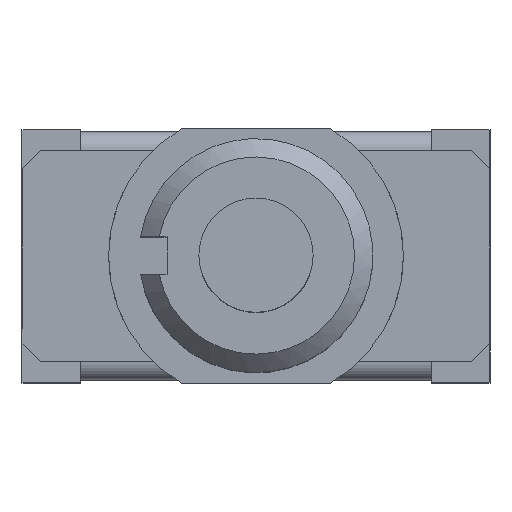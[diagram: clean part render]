
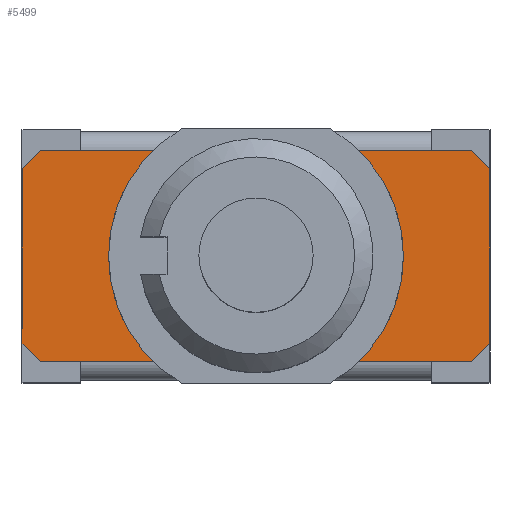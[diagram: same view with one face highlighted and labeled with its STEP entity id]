
A CAD part, top view. The second image highlights one B-rep face of the part: STEP entity #5499.
In plain terms, the highlighted planar face has unit normal (0, 0, 1).
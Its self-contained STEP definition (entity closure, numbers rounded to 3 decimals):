
#55=FACE_BOUND('',#857,.T.);
#288=PLANE('',#5816);
#531=FACE_OUTER_BOUND('',#856,.T.);
#856=EDGE_LOOP('',(#4310,#4311,#4312,#4313,#4314,#4315,#4316,#4317,#4318,
#4319,#4320,#4321));
#857=EDGE_LOOP('',(#4322,#4323,#4324,#4325,#4326,#4327,#4328,#4329));
#1286=LINE('',#8868,#1860);
#1290=LINE('',#8877,#1864);
#1292=LINE('',#8882,#1866);
#1297=LINE('',#8890,#1871);
#1298=LINE('',#8893,#1872);
#1301=LINE('',#8899,#1875);
#1304=LINE('',#8905,#1878);
#1309=LINE('',#8914,#1883);
#1310=LINE('',#8917,#1884);
#1313=LINE('',#8922,#1887);
#1315=LINE('',#8925,#1889);
#1316=LINE('',#8926,#1890);
#1317=LINE('',#8935,#1891);
#1318=LINE('',#8942,#1892);
#1860=VECTOR('',#6505,1000.);
#1864=VECTOR('',#6511,1000.);
#1866=VECTOR('',#6515,1000.);
#1871=VECTOR('',#6522,1000.);
#1872=VECTOR('',#6525,1000.);
#1875=VECTOR('',#6530,1000.);
#1878=VECTOR('',#6535,1000.);
#1883=VECTOR('',#6542,1000.);
#1884=VECTOR('',#6545,1000.);
#1887=VECTOR('',#6550,1000.);
#1889=VECTOR('',#6554,1000.);
#1890=VECTOR('',#6555,1000.);
#1891=VECTOR('',#6562,1000.);
#1892=VECTOR('',#6569,1000.);
#2236=CIRCLE('',#5817,0.45);
#2237=CIRCLE('',#5818,4.);
#2238=CIRCLE('',#5819,0.45);
#2239=CIRCLE('',#5820,0.45);
#2240=CIRCLE('',#5821,4.);
#2241=CIRCLE('',#5822,0.45);
#2356=VERTEX_POINT('',#7557);
#2577=VERTEX_POINT('',#8865);
#2578=VERTEX_POINT('',#8867);
#2581=VERTEX_POINT('',#8874);
#2582=VERTEX_POINT('',#8876);
#2583=VERTEX_POINT('',#8880);
#2584=VERTEX_POINT('',#8881);
#2587=VERTEX_POINT('',#8892);
#2589=VERTEX_POINT('',#8898);
#2591=VERTEX_POINT('',#8904);
#2594=VERTEX_POINT('',#8911);
#2595=VERTEX_POINT('',#8916);
#2597=VERTEX_POINT('',#8927);
#2598=VERTEX_POINT('',#8928);
#2599=VERTEX_POINT('',#8930);
#2600=VERTEX_POINT('',#8932);
#2601=VERTEX_POINT('',#8934);
#2602=VERTEX_POINT('',#8936);
#2603=VERTEX_POINT('',#8938);
#2604=VERTEX_POINT('',#8940);
#3195=EDGE_CURVE('',#2578,#2577,#1286,.T.);
#3199=EDGE_CURVE('',#2582,#2581,#1290,.T.);
#3201=EDGE_CURVE('',#2583,#2584,#1292,.T.);
#3206=EDGE_CURVE('',#2356,#2583,#1297,.T.);
#3207=EDGE_CURVE('',#2587,#2578,#1298,.T.);
#3210=EDGE_CURVE('',#2589,#2587,#1301,.T.);
#3213=EDGE_CURVE('',#2591,#2589,#1304,.T.);
#3218=EDGE_CURVE('',#2594,#2591,#1309,.T.);
#3219=EDGE_CURVE('',#2595,#2582,#1310,.T.);
#3222=EDGE_CURVE('',#2584,#2595,#1313,.T.);
#3224=EDGE_CURVE('',#2581,#2594,#1315,.T.);
#3225=EDGE_CURVE('',#2577,#2356,#1316,.T.);
#3226=EDGE_CURVE('',#2597,#2598,#2236,.T.);
#3227=EDGE_CURVE('',#2599,#2597,#2237,.T.);
#3228=EDGE_CURVE('',#2600,#2599,#2238,.T.);
#3229=EDGE_CURVE('',#2601,#2600,#1317,.T.);
#3230=EDGE_CURVE('',#2602,#2601,#2239,.T.);
#3231=EDGE_CURVE('',#2603,#2602,#2240,.T.);
#3232=EDGE_CURVE('',#2604,#2603,#2241,.T.);
#3233=EDGE_CURVE('',#2598,#2604,#1318,.T.);
#4310=ORIENTED_EDGE('',*,*,#3201,.T.);
#4311=ORIENTED_EDGE('',*,*,#3222,.T.);
#4312=ORIENTED_EDGE('',*,*,#3219,.T.);
#4313=ORIENTED_EDGE('',*,*,#3199,.T.);
#4314=ORIENTED_EDGE('',*,*,#3224,.T.);
#4315=ORIENTED_EDGE('',*,*,#3218,.T.);
#4316=ORIENTED_EDGE('',*,*,#3213,.T.);
#4317=ORIENTED_EDGE('',*,*,#3210,.T.);
#4318=ORIENTED_EDGE('',*,*,#3207,.T.);
#4319=ORIENTED_EDGE('',*,*,#3195,.T.);
#4320=ORIENTED_EDGE('',*,*,#3225,.T.);
#4321=ORIENTED_EDGE('',*,*,#3206,.T.);
#4322=ORIENTED_EDGE('',*,*,#3226,.F.);
#4323=ORIENTED_EDGE('',*,*,#3227,.F.);
#4324=ORIENTED_EDGE('',*,*,#3228,.F.);
#4325=ORIENTED_EDGE('',*,*,#3229,.F.);
#4326=ORIENTED_EDGE('',*,*,#3230,.F.);
#4327=ORIENTED_EDGE('',*,*,#3231,.F.);
#4328=ORIENTED_EDGE('',*,*,#3232,.F.);
#4329=ORIENTED_EDGE('',*,*,#3233,.F.);
#5499=ADVANCED_FACE('',(#531,#55),#288,.F.);
#5816=AXIS2_PLACEMENT_3D('',#8924,#6552,#6553);
#5817=AXIS2_PLACEMENT_3D('',#8929,#6556,#6557);
#5818=AXIS2_PLACEMENT_3D('',#8931,#6558,#6559);
#5819=AXIS2_PLACEMENT_3D('',#8933,#6560,#6561);
#5820=AXIS2_PLACEMENT_3D('',#8937,#6563,#6564);
#5821=AXIS2_PLACEMENT_3D('',#8939,#6565,#6566);
#5822=AXIS2_PLACEMENT_3D('',#8941,#6567,#6568);
#6505=DIRECTION('',(-1.,0.,0.));
#6511=DIRECTION('',(1.,0.,0.));
#6515=DIRECTION('',(-0.707,-0.707,0.));
#6522=DIRECTION('',(-1.,0.,0.));
#6525=DIRECTION('',(-0.707,0.707,0.));
#6530=DIRECTION('',(0.,1.,0.));
#6535=DIRECTION('',(0.707,0.707,0.));
#6542=DIRECTION('',(1.,0.,0.));
#6545=DIRECTION('',(0.707,-0.707,0.));
#6550=DIRECTION('',(0.,-1.,0.));
#6552=DIRECTION('center_axis',(0.,0.,
-1.));
#6553=DIRECTION('ref_axis',(0.,1.,0.));
#6554=DIRECTION('',(1.,0.,0.));
#6555=DIRECTION('',(-1.,0.,0.));
#6556=DIRECTION('center_axis',(0.,0.,
1.));
#6557=DIRECTION('ref_axis',(0.,-1.,0.));
#6558=DIRECTION('center_axis',(0.,0.,
1.));
#6559=DIRECTION('ref_axis',(0.,-1.,0.));
#6560=DIRECTION('center_axis',(0.,0.,
1.));
#6561=DIRECTION('ref_axis',(0.,-1.,0.));
#6562=DIRECTION('',(-1.,0.,0.));
#6563=DIRECTION('center_axis',(0.,0.,
1.));
#6564=DIRECTION('ref_axis',(0.,-1.,0.));
#6565=DIRECTION('center_axis',(0.,0.,
1.));
#6566=DIRECTION('ref_axis',(0.,-1.,0.));
#6567=DIRECTION('center_axis',(0.,0.,
1.));
#6568=DIRECTION('ref_axis',(0.,-1.,0.));
#6569=DIRECTION('',(1.,0.,0.));
#7557=CARTESIAN_POINT('',(-4.75,2.87,10.42));
#8865=CARTESIAN_POINT('',(4.75,2.87,10.42));
#8867=CARTESIAN_POINT('',(5.85,2.87,10.42));
#8868=CARTESIAN_POINT('',(5.85,2.87,10.42));
#8874=CARTESIAN_POINT('',(-4.75,-2.87,10.42));
#8876=CARTESIAN_POINT('',(-5.85,-2.87,10.42));
#8877=CARTESIAN_POINT('',(-5.85,-2.87,10.42));
#8880=CARTESIAN_POINT('',(-5.85,2.87,10.42));
#8881=CARTESIAN_POINT('',(-6.35,2.37,10.42));
#8882=CARTESIAN_POINT('',(-5.85,2.87,10.42));
#8890=CARTESIAN_POINT('',(5.85,2.87,10.42));
#8892=CARTESIAN_POINT('',(6.35,2.37,10.42));
#8893=CARTESIAN_POINT('',(6.35,2.37,10.42));
#8898=CARTESIAN_POINT('',(6.35,-2.37,10.42));
#8899=CARTESIAN_POINT('',(6.35,-2.37,10.42));
#8904=CARTESIAN_POINT('',(5.85,-2.87,10.42));
#8905=CARTESIAN_POINT('',(5.85,-2.87,10.42));
#8911=CARTESIAN_POINT('',(4.75,-2.87,10.42));
#8914=CARTESIAN_POINT('',(-5.85,-2.87,10.42));
#8916=CARTESIAN_POINT('',(-6.35,-2.37,10.42));
#8917=CARTESIAN_POINT('',(-5.85,-2.87,10.42));
#8922=CARTESIAN_POINT('',(-6.35,2.37,10.42));
#8924=CARTESIAN_POINT('Origin',(-8.72,0.,
10.42));
#8925=CARTESIAN_POINT('',(-4.75,-2.87,10.42));
#8926=CARTESIAN_POINT('',(4.75,2.87,10.42));
#8927=CARTESIAN_POINT('',(-3.599,-1.746,10.42));
#8928=CARTESIAN_POINT('',(-3.194,-2.,10.42));
#8929=CARTESIAN_POINT('Origin',(-3.194,-1.55,10.42));
#8930=CARTESIAN_POINT('',(-3.599,1.746,10.42));
#8931=CARTESIAN_POINT('Origin',(0.,0.,
10.42));
#8932=CARTESIAN_POINT('',(-3.194,2.,10.42));
#8933=CARTESIAN_POINT('Origin',(-3.194,1.55,10.42));
#8934=CARTESIAN_POINT('',(3.194,2.,10.42));
#8935=CARTESIAN_POINT('',(-3.194,2.,10.42));
#8936=CARTESIAN_POINT('',(3.599,1.746,10.42));
#8937=CARTESIAN_POINT('Origin',(3.194,1.55,10.42));
#8938=CARTESIAN_POINT('',(3.599,-1.746,10.42));
#8939=CARTESIAN_POINT('Origin',(0.,0.,
10.42));
#8940=CARTESIAN_POINT('',(3.194,-2.,10.42));
#8941=CARTESIAN_POINT('Origin',(3.194,-1.55,10.42));
#8942=CARTESIAN_POINT('',(-3.194,-2.,10.42));
